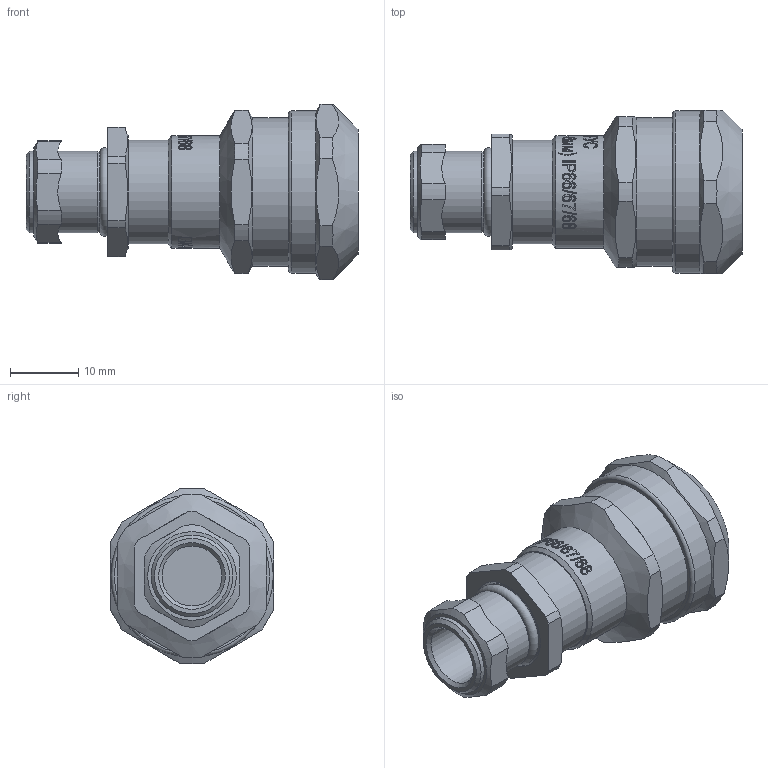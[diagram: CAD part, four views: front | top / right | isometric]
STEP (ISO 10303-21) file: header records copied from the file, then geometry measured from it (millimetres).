
FILE_DESCRIPTION(/* description */ (''),/* implementation_level */ '2;1');
FILE_NAME(/* name */ 'Модель ВК-М12-8-МР10.stp',/* time_stamp */ '2020-07-15T11:16:30+07:00',/* author */ ('Борисов Е'),/* organization */ (''),/* preprocessor_version */ 'ST-DEVELOPER v17',/* originating_system */ 'Autodesk Inventor 2019',/* authorisation */ '');
FILE_SCHEMA (('AUTOMOTIVE_DESIGN { 1 0 10303 214 3 1 1 }'));
Length unit declared in the file: millimetre
Products named in the file (1): Модель ВК-М1
2-8-МР10
Bounding box: 48.71 x 24 x 25.71 mm (x, y, z)
Volume: 10209.3 mm3; surface area: 5274.3 mm2
Topology: 1 solids, 1 shells, 543 faces, 1449 edges, 972 vertices
Faces by surface type: bspline 252, plane 191, cylinder 81, cone 14, torus 5
Full cylindrical faces by diameter (mm): 8.8 x1, 9.78 x1, 10.3 x1, 12 x2, 15.2 x1, 16 x2, 16.5 x1, 21.8 x1, 23.8 x1
Entity records: 23305 total; most frequent: CARTESIAN_POINT 10760, ORIENTED_EDGE 2898, DIRECTION 1744, EDGE_CURVE 1449, VERTEX_POINT 972, EDGE_LOOP 607, LINE 592, VECTOR 592
